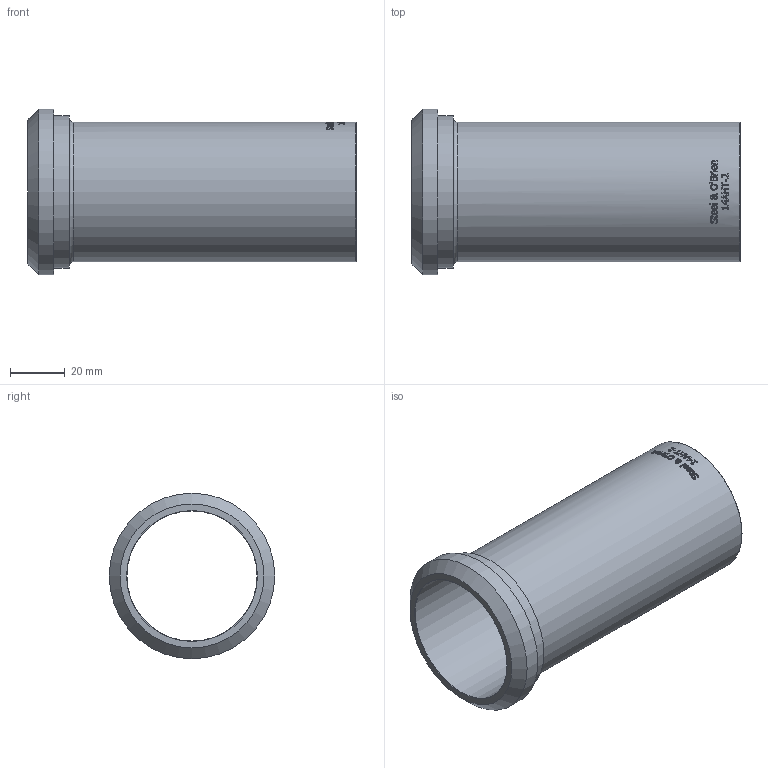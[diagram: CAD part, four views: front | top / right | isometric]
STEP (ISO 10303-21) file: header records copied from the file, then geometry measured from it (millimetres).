
FILE_DESCRIPTION(/* description */ (''),/* implementation_level */ '2;1');
FILE_NAME(/* name */ '14AHT-2.stp',/* time_stamp */ '2021-08-30T16:16:17-04:00',/* author */ ('rick'),/* organization */ (''),/* preprocessor_version */ 'ST-DEVELOPER v18',/* originating_system */ 'Autodesk Inventor 2020',/* authorisation */ '');
FILE_SCHEMA (('AUTOMOTIVE_DESIGN { 1 0 10303 214 3 1 1 }'));
Length unit declared in the file: inch
Products named in the file (1): 14AHT-2
Bounding box: 119.84 x 60.45 x 60.45 mm (x, y, z)
Volume: 39474.4 mm3; surface area: 39009.6 mm2
Topology: 1 solids, 1 shells, 320 faces, 867 edges, 582 vertices
Faces by surface type: plane 149, bspline 131, cylinder 35, torus 4, cone 1
Full cylindrical faces by diameter (mm): 47.498 x1, 50.8 x1, 55.677 x1, 60.452 x1
Entity records: 13043 total; most frequent: CARTESIAN_POINT 5584, ORIENTED_EDGE 1734, DIRECTION 1187, EDGE_CURVE 867, VERTEX_POINT 582, LINE 403, VECTOR 403, AXIS2_PLACEMENT_3D 392
